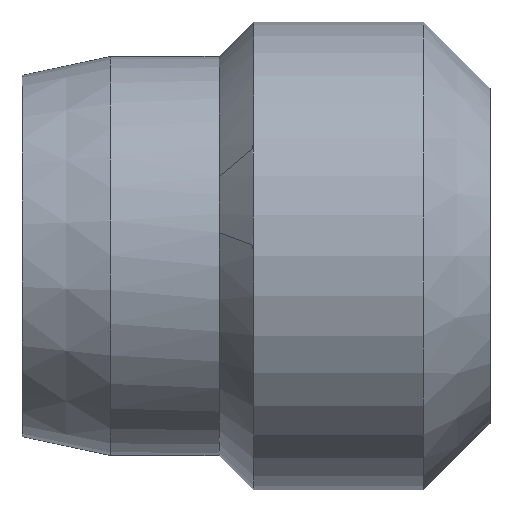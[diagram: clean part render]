
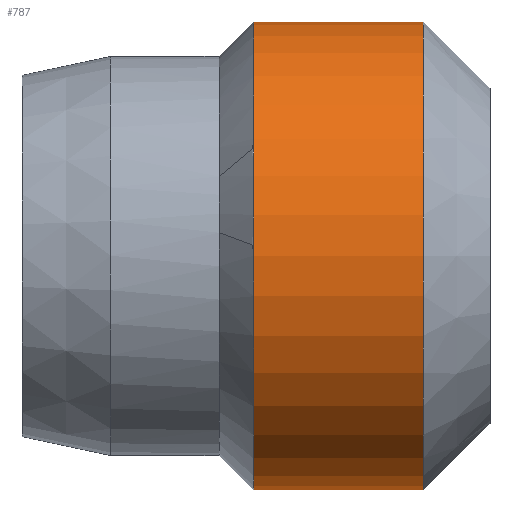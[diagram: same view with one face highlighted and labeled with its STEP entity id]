
A CAD part, top view. The second image highlights one B-rep face of the part: STEP entity #787.
In plain terms, the highlighted cylindrical face has radius 4.75 mm (diameter 9.5 mm), a partial arc.
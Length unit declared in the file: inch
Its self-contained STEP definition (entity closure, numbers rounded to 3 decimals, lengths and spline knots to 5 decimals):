
#115=DIRECTION('',(1.,0.,0.));
#116=VECTOR('',#115,0.13583);
#117=CARTESIAN_POINT('',(0.18504,-0.18701,0.));
#118=LINE('',#117,#116);
#123=DIRECTION('',(1.,0.,0.));
#124=VECTOR('',#123,0.13583);
#125=CARTESIAN_POINT('',(0.18504,0.18701,0.));
#126=LINE('',#125,#124);
#148=CARTESIAN_POINT('',(0.18504,0.,0.18701));
#158=CARTESIAN_POINT('',(0.18504,0.,0.));
#159=DIRECTION('',(1.,0.,0.));
#160=DIRECTION('',(0.,0.,1.));
#161=AXIS2_PLACEMENT_3D('',#158,#159,#160);
#174=CARTESIAN_POINT('',(0.18504,0.,0.));
#175=DIRECTION('',(1.,0.,0.));
#176=DIRECTION('',(0.,1.,0.));
#177=AXIS2_PLACEMENT_3D('',#174,#175,#176);
#187=CARTESIAN_POINT('',(0.18504,0.0935,
0.16195));
#423=CARTESIAN_POINT('',(0.32087,0.,0.));
#424=DIRECTION('',(1.,0.,0.));
#425=DIRECTION('',(0.,1.,0.));
#426=AXIS2_PLACEMENT_3D('',#423,#424,#425);
#454=CARTESIAN_POINT('',(0.18504,0.,0.));
#455=DIRECTION('',(1.,0.,0.));
#456=DIRECTION('',(0.,0.5,0.866));
#457=AXIS2_PLACEMENT_3D('',#454,#455,#456);
#463=CARTESIAN_POINT('',(0.32087,0.18701,0.));
#465=VERTEX_POINT('',#463);
#467=CARTESIAN_POINT('',(0.32087,-0.18701,0.));
#469=VERTEX_POINT('',#467);
#480=VERTEX_POINT('',#187);
#481=VERTEX_POINT('',#148);
#484=CARTESIAN_POINT('',(0.18504,-0.18701,0.));
#485=VERTEX_POINT('',#484);
#486=CARTESIAN_POINT('',(0.18504,0.18701,0.));
#487=VERTEX_POINT('',#486);
#773=CARTESIAN_POINT('',(0.25295,0.,0.));
#774=DIRECTION('',(1.,0.,0.));
#775=DIRECTION('',(0.,1.,0.));
#776=AXIS2_PLACEMENT_3D('',#773,#774,#775);
#777=CYLINDRICAL_SURFACE('',#776,0.18701);
#779=ORIENTED_EDGE('',*,*,#778,.F.);
#780=ORIENTED_EDGE('',*,*,#542,.F.);
#781=ORIENTED_EDGE('',*,*,#523,.T.);
#782=ORIENTED_EDGE('',*,*,#754,.T.);
#783=ORIENTED_EDGE('',*,*,#519,.F.);
#784=ORIENTED_EDGE('',*,*,#539,.F.);
#785=EDGE_LOOP('',(#779,#780,#781,#782,#783,#784));
#786=FACE_OUTER_BOUND('',#785,.F.);
#787=ADVANCED_FACE('',(#786),#777,.T.);
#162=CIRCLE('',#161,0.18701);
#178=CIRCLE('',#177,0.18701);
#427=CIRCLE('',#426,0.18701);
#458=CIRCLE('',#457,0.18701);
#519=EDGE_CURVE('',#485,#469,#118,.T.);
#523=EDGE_CURVE('',#487,#465,#126,.T.);
#539=EDGE_CURVE('',#481,#485,#162,.T.);
#542=EDGE_CURVE('',#487,#480,#178,.T.);
#754=EDGE_CURVE('',#465,#469,#427,.T.);
#778=EDGE_CURVE('',#480,#481,#458,.T.);
